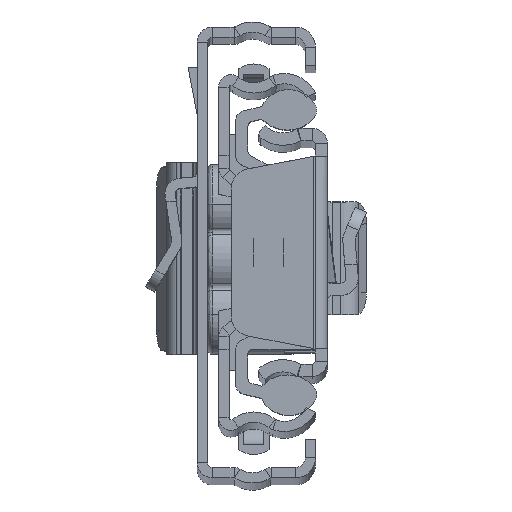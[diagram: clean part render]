
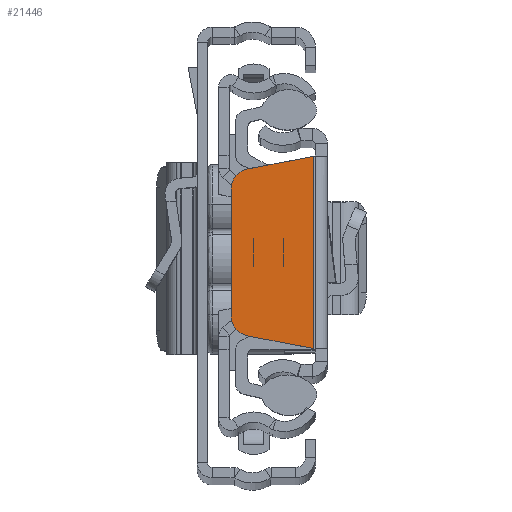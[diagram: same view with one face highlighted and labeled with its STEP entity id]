
A CAD part, top view. The second image highlights one B-rep face of the part: STEP entity #21446.
In plain terms, the highlighted planar face has unit normal (0, 0, 1).
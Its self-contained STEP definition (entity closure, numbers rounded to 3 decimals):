
#538 = EDGE_LOOP ( 'NONE', ( #17398, #11488, #20022, #1373, #4892, #1483 ) ) ;
#617 = CARTESIAN_POINT ( 'NONE',  ( -1.36, -9.379, 0. ) ) ;
#635 = VECTOR ( 'NONE', #10470, 1000. ) ;
#720 = LINE ( 'NONE', #7341, #11610 ) ;
#1135 = CARTESIAN_POINT ( 'NONE',  ( -7.778, 8.147, 0. ) ) ;
#1373 = ORIENTED_EDGE ( 'NONE', *, *, #9011, .F. ) ;
#1401 = CARTESIAN_POINT ( 'NONE',  ( -7.778, -8.147, 0. ) ) ;
#1483 = ORIENTED_EDGE ( 'NONE', *, *, #2094, .T. ) ;
#1808 = LINE ( 'NONE', #6489, #17904 ) ;
#2094 = EDGE_CURVE ( 'NONE', #3080, #11326, #21004, .T. ) ;
#2145 = PLANE ( 'NONE',  #19999 ) ;
#2645 = DIRECTION ( 'NONE',  ( 0., 0., 1. ) ) ;
#3080 = VERTEX_POINT ( 'NONE', #1135 ) ;
#3459 = VERTEX_POINT ( 'NONE', #1401 ) ;
#3576 = DIRECTION ( 'NONE',  ( 0., -1., 0. ) ) ;
#3839 = CARTESIAN_POINT ( 'NONE',  ( -1.786, -9.298, 0. ) ) ;
#4892 = ORIENTED_EDGE ( 'NONE', *, *, #16498, .T. ) ;
#5305 = DIRECTION ( 'NONE',  ( 0., 0., -1. ) ) ;
#6184 = AXIS2_PLACEMENT_3D ( 'NONE', #16139, #18179, #9924 ) ;
#6489 = CARTESIAN_POINT ( 'NONE',  ( -1.786, 9.298, 0. ) ) ;
#6627 = VERTEX_POINT ( 'NONE', #21163 ) ;
#7026 = CARTESIAN_POINT ( 'NONE',  ( 0., 0., 0. ) ) ;
#7341 = CARTESIAN_POINT ( 'NONE',  ( -1.36, -9.379, 0. ) ) ;
#8126 = DIRECTION ( 'NONE',  ( -0.982, -0.189, 0. ) ) ;
#8674 = FACE_OUTER_BOUND ( 'NONE', #538, .T. ) ;
#9011 = EDGE_CURVE ( 'NONE', #6627, #12559, #720, .T. ) ;
#9924 = DIRECTION ( 'NONE',  ( -1., 0., 0. ) ) ;
#10238 = LINE ( 'NONE', #15355, #13497 ) ;
#10459 = DIRECTION ( 'NONE',  ( -1., 0., 0. ) ) ;
#10470 = DIRECTION ( 'NONE',  ( 0.982, -0.189, 0. ) ) ;
#11326 = VERTEX_POINT ( 'NONE', #15598 ) ;
#11488 = ORIENTED_EDGE ( 'NONE', *, *, #19054, .T. ) ;
#11610 = VECTOR ( 'NONE', #3576, 1000. ) ;
#12357 = AXIS2_PLACEMENT_3D ( 'NONE', #15823, #2645, #10459 ) ;
#12559 = VERTEX_POINT ( 'NONE', #617 ) ;
#13497 = VECTOR ( 'NONE', #18386, 1000. ) ;
#15355 = CARTESIAN_POINT ( 'NONE',  ( -9.401, 0., 0. ) ) ;
#15598 = CARTESIAN_POINT ( 'NONE',  ( -9.401, 6.183, 0. ) ) ;
#15823 = CARTESIAN_POINT ( 'NONE',  ( -7.401, 6.183, 0. ) ) ;
#16139 = CARTESIAN_POINT ( 'NONE',  ( -7.401, -6.183, 0. ) ) ;
#16498 = EDGE_CURVE ( 'NONE', #6627, #3080, #1808, .T. ) ;
#16633 = VERTEX_POINT ( 'NONE', #19086 ) ;
#17009 = LINE ( 'NONE', #3839, #635 ) ;
#17398 = ORIENTED_EDGE ( 'NONE', *, *, #19106, .T. ) ;
#17904 = VECTOR ( 'NONE', #8126, 1000. ) ;
#18016 = CIRCLE ( 'NONE', #6184, 2. ) ;
#18179 = DIRECTION ( 'NONE',  ( 0., 0., 1. ) ) ;
#18386 = DIRECTION ( 'NONE',  ( 0., -1., 0. ) ) ;
#18780 = EDGE_CURVE ( 'NONE', #3459, #12559, #17009, .T. ) ;
#19054 = EDGE_CURVE ( 'NONE', #16633, #3459, #18016, .T. ) ;
#19086 = CARTESIAN_POINT ( 'NONE',  ( -9.401, -6.183, 0. ) ) ;
#19106 = EDGE_CURVE ( 'NONE', #11326, #16633, #10238, .T. ) ;
#19999 = AXIS2_PLACEMENT_3D ( 'NONE', #7026, #5305, #20298 ) ;
#20022 = ORIENTED_EDGE ( 'NONE', *, *, #18780, .T. ) ;
#20298 = DIRECTION ( 'NONE',  ( -1., 0., 0. ) ) ;
#21004 = CIRCLE ( 'NONE', #12357, 2. ) ;
#21163 = CARTESIAN_POINT ( 'NONE',  ( -1.36, 9.379, 0. ) ) ;
#21446 = ADVANCED_FACE ( 'NONE', ( #8674 ), #2145, .F. ) ;
